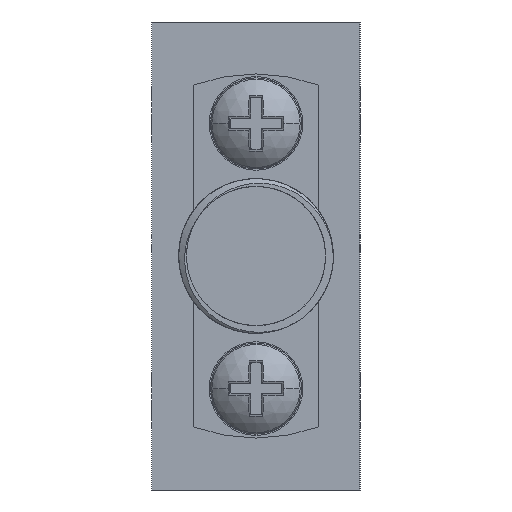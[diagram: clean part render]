
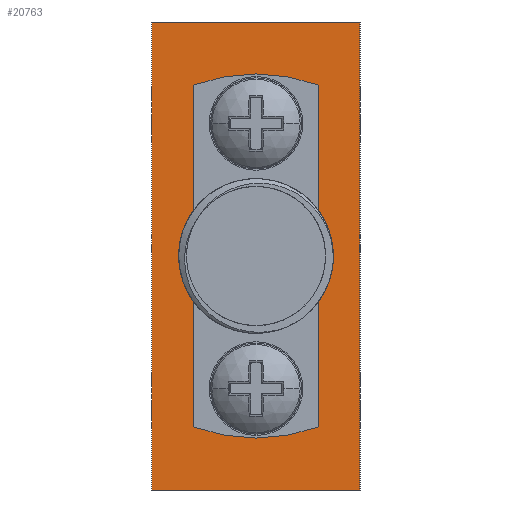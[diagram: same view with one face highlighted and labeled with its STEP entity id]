
A CAD part, left-side view. The second image highlights one B-rep face of the part: STEP entity #20763.
In plain terms, the highlighted planar face has unit normal (-1, 0, 0).
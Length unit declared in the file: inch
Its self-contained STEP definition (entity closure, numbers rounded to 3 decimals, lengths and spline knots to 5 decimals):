
#837 = DIRECTION ( 'NONE',  ( -1., 0., 0. ) ) ;
#2880 = DIRECTION ( 'NONE',  ( 0., 0., 1. ) ) ;
#3516 = CARTESIAN_POINT ( 'NONE',  ( -1.64764, 0., 0.20079 ) ) ;
#3811 = VECTOR ( 'NONE', #42178, 39.37008 ) ;
#3865 = ORIENTED_EDGE ( 'NONE', *, *, #32885, .T. ) ;
#3920 = EDGE_LOOP ( 'NONE', ( #27627, #36438 ) ) ;
#3978 = CARTESIAN_POINT ( 'NONE',  ( -1.64764, -0.09843, 0.35433 ) ) ;
#4362 = VERTEX_POINT ( 'NONE', #5233 ) ;
#4837 = PLANE ( 'NONE',  #33467 ) ;
#4868 = VERTEX_POINT ( 'NONE', #7135 ) ;
#4929 = DIRECTION ( 'NONE',  ( 0., -1., 0. ) ) ;
#5076 = VERTEX_POINT ( 'NONE', #40366 ) ;
#5233 = CARTESIAN_POINT ( 'NONE',  ( -1.64764, 0.15748, 0.35433 ) ) ;
#5590 = CIRCLE ( 'NONE', #11737, 0.09449 ) ;
#5753 = CARTESIAN_POINT ( 'NONE',  ( -1.64764, -0.09843, -0.35433 ) ) ;
#6166 = LINE ( 'NONE', #16051, #3811 ) ;
#6230 = EDGE_CURVE ( 'NONE', #10713, #39752, #25352, .T. ) ;
#6429 = CARTESIAN_POINT ( 'NONE',  ( -1.64764, 0.15748, -0.35433 ) ) ;
#6858 = CARTESIAN_POINT ( 'NONE',  ( -1.64764, 0.03937, -0.20079 ) ) ;
#7135 = CARTESIAN_POINT ( 'NONE',  ( -1.64764, -0.03937, 0.20079 ) ) ;
#7477 = ORIENTED_EDGE ( 'NONE', *, *, #12808, .F. ) ;
#8857 = CARTESIAN_POINT ( 'NONE',  ( -1.64764, 0., -0.20079 ) ) ;
#9727 = DIRECTION ( 'NONE',  ( -1., 0., 0. ) ) ;
#9743 = CIRCLE ( 'NONE', #20780, 0.03937 ) ;
#10713 = VERTEX_POINT ( 'NONE', #12058 ) ;
#11737 = AXIS2_PLACEMENT_3D ( 'NONE', #38963, #38758, #26006 ) ;
#12058 = CARTESIAN_POINT ( 'NONE',  ( -1.64764, -0.15748, -0.35433 ) ) ;
#12090 = DIRECTION ( 'NONE',  ( 0., 0., 1. ) ) ;
#12107 = CIRCLE ( 'NONE', #36239, 0.03937 ) ;
#12342 = CARTESIAN_POINT ( 'NONE',  ( -1.64764, 0.03937, 0.20079 ) ) ;
#12808 = EDGE_CURVE ( 'NONE', #39752, #4362, #14882, .T. ) ;
#13251 = CIRCLE ( 'NONE', #20747, 0.03937 ) ;
#13738 = EDGE_CURVE ( 'NONE', #5076, #37638, #5590, .T. ) ;
#14516 = VECTOR ( 'NONE', #19071, 39.37008 ) ;
#14882 = LINE ( 'NONE', #15092, #20893 ) ;
#15092 = CARTESIAN_POINT ( 'NONE',  ( -1.64764, 0.15748, -0.17126 ) ) ;
#15863 = ORIENTED_EDGE ( 'NONE', *, *, #29649, .F. ) ;
#16051 = CARTESIAN_POINT ( 'NONE',  ( -1.64764, -0.15748, -0.17126 ) ) ;
#16793 = EDGE_LOOP ( 'NONE', ( #30546, #3865 ) ) ;
#17275 = LINE ( 'NONE', #3978, #40127 ) ;
#17341 = EDGE_LOOP ( 'NONE', ( #28215, #7477, #18270, #20869 ) ) ;
#17780 = VERTEX_POINT ( 'NONE', #31706 ) ;
#18231 = CARTESIAN_POINT ( 'NONE',  ( -1.64764, 0., -0.20079 ) ) ;
#18270 = ORIENTED_EDGE ( 'NONE', *, *, #6230, .F. ) ;
#19071 = DIRECTION ( 'NONE',  ( 0., 1., 0. ) ) ;
#19357 = VERTEX_POINT ( 'NONE', #21319 ) ;
#20747 = AXIS2_PLACEMENT_3D ( 'NONE', #18231, #837, #24522 ) ;
#20763 = ADVANCED_FACE ( 'NONE', ( #28275, #34775, #21845, #41072 ), #4837, .T. ) ;
#20780 = AXIS2_PLACEMENT_3D ( 'NONE', #8857, #35794, #26080 ) ;
#20869 = ORIENTED_EDGE ( 'NONE', *, *, #34560, .T. ) ;
#20893 = VECTOR ( 'NONE', #12090, 39.37008 ) ;
#21319 = CARTESIAN_POINT ( 'NONE',  ( -1.64764, -0.15748, 0.35433 ) ) ;
#21845 = FACE_BOUND ( 'NONE', #3920, .T. ) ;
#22348 = AXIS2_PLACEMENT_3D ( 'NONE', #3516, #9727, #2880 ) ;
#24133 = CARTESIAN_POINT ( 'NONE',  ( -1.64764, 0., 0.20079 ) ) ;
#24522 = DIRECTION ( 'NONE',  ( 0., 0., 1. ) ) ;
#24671 = CARTESIAN_POINT ( 'NONE',  ( -1.64764, -0.09843, -0.35433 ) ) ;
#25335 = EDGE_CURVE ( 'NONE', #29680, #17780, #9743, .T. ) ;
#25352 = LINE ( 'NONE', #5753, #14516 ) ;
#25682 = EDGE_CURVE ( 'NONE', #17780, #29680, #13251, .T. ) ;
#26006 = DIRECTION ( 'NONE',  ( 0., 1., 0. ) ) ;
#26080 = DIRECTION ( 'NONE',  ( 0., 0., 1. ) ) ;
#27627 = ORIENTED_EDGE ( 'NONE', *, *, #25335, .F. ) ;
#27653 = VERTEX_POINT ( 'NONE', #12342 ) ;
#27786 = EDGE_CURVE ( 'NONE', #4868, #27653, #40264, .T. ) ;
#28098 = CARTESIAN_POINT ( 'NONE',  ( -1.64764, -0.09449, 0. ) ) ;
#28215 = ORIENTED_EDGE ( 'NONE', *, *, #32144, .T. ) ;
#28275 = FACE_OUTER_BOUND ( 'NONE', #17341, .T. ) ;
#28371 = CARTESIAN_POINT ( 'NONE',  ( -1.64764, 0., 0. ) ) ;
#29649 = EDGE_CURVE ( 'NONE', #27653, #4868, #12107, .T. ) ;
#29680 = VERTEX_POINT ( 'NONE', #6858 ) ;
#30546 = ORIENTED_EDGE ( 'NONE', *, *, #13738, .T. ) ;
#30558 = DIRECTION ( 'NONE',  ( -1., 0., 0. ) ) ;
#30960 = DIRECTION ( 'NONE',  ( 1., 0., 0. ) ) ;
#31706 = CARTESIAN_POINT ( 'NONE',  ( -1.64764, -0.03937, -0.20079 ) ) ;
#31736 = EDGE_LOOP ( 'NONE', ( #15863, #39818 ) ) ;
#32144 = EDGE_CURVE ( 'NONE', #19357, #4362, #17275, .T. ) ;
#32885 = EDGE_CURVE ( 'NONE', #37638, #5076, #39401, .T. ) ;
#33467 = AXIS2_PLACEMENT_3D ( 'NONE', #24671, #38236, #37800 ) ;
#34560 = EDGE_CURVE ( 'NONE', #10713, #19357, #6166, .T. ) ;
#34775 = FACE_BOUND ( 'NONE', #31736, .T. ) ;
#35794 = DIRECTION ( 'NONE',  ( -1., 0., 0. ) ) ;
#36239 = AXIS2_PLACEMENT_3D ( 'NONE', #24133, #30558, #40314 ) ;
#36438 = ORIENTED_EDGE ( 'NONE', *, *, #25682, .F. ) ;
#37638 = VERTEX_POINT ( 'NONE', #28098 ) ;
#37800 = DIRECTION ( 'NONE',  ( 0., 0., 1. ) ) ;
#38018 = AXIS2_PLACEMENT_3D ( 'NONE', #28371, #30960, #4929 ) ;
#38236 = DIRECTION ( 'NONE',  ( -1., 0., 0. ) ) ;
#38758 = DIRECTION ( 'NONE',  ( 1., 0., 0. ) ) ;
#38963 = CARTESIAN_POINT ( 'NONE',  ( -1.64764, 0., 0. ) ) ;
#39401 = CIRCLE ( 'NONE', #38018, 0.09449 ) ;
#39752 = VERTEX_POINT ( 'NONE', #6429 ) ;
#39818 = ORIENTED_EDGE ( 'NONE', *, *, #27786, .F. ) ;
#40127 = VECTOR ( 'NONE', #40623, 39.37008 ) ;
#40264 = CIRCLE ( 'NONE', #22348, 0.03937 ) ;
#40314 = DIRECTION ( 'NONE',  ( 0., 0., 1. ) ) ;
#40366 = CARTESIAN_POINT ( 'NONE',  ( -1.64764, 0.09449, 0. ) ) ;
#40623 = DIRECTION ( 'NONE',  ( 0., 1., 0. ) ) ;
#41072 = FACE_BOUND ( 'NONE', #16793, .T. ) ;
#42178 = DIRECTION ( 'NONE',  ( 0., 0., 1. ) ) ;
